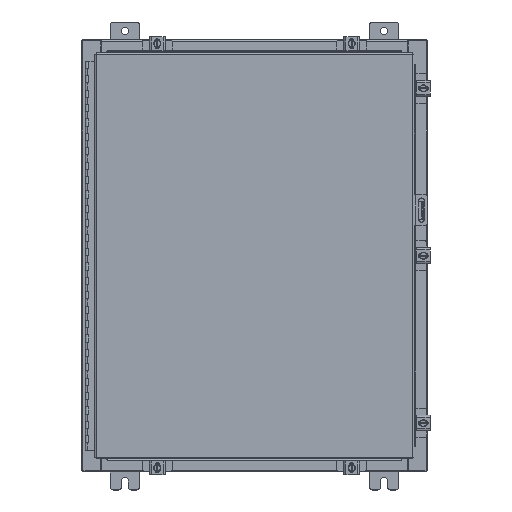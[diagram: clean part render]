
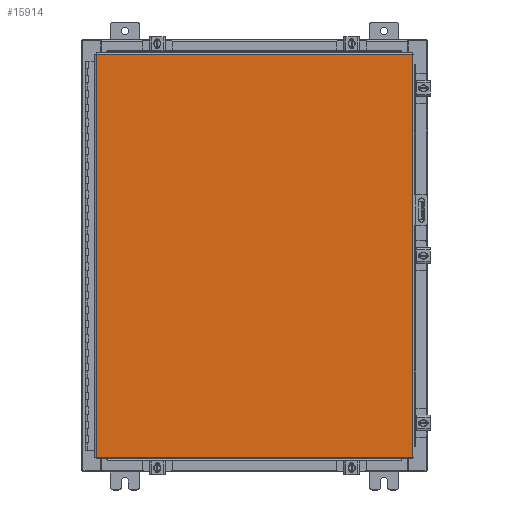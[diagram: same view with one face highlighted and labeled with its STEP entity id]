
A CAD part, top view. The second image highlights one B-rep face of the part: STEP entity #15914.
In plain terms, the highlighted planar face has unit normal (0, 0, 1).
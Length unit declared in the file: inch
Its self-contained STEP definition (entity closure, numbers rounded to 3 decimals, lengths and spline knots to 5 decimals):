
#230 = CARTESIAN_POINT ( 'NONE',  ( -10.9903, -14.0063, 0. ) ) ;
#388 = EDGE_CURVE ( 'NONE', #2206, #9236, #9117, .T. ) ;
#492 = DIRECTION ( 'NONE',  ( 1., 0., 0. ) ) ;
#896 = EDGE_CURVE ( 'NONE', #20999, #2206, #31202, .T. ) ;
#2206 = VERTEX_POINT ( 'NONE', #3633 ) ;
#2346 = EDGE_CURVE ( 'NONE', #23506, #20999, #33929, .T. ) ;
#3633 = CARTESIAN_POINT ( 'NONE',  ( 10.9903, 14.0063, 0. ) ) ;
#4093 = AXIS2_PLACEMENT_3D ( 'NONE', #5419, #5337, #5284 ) ;
#5284 = DIRECTION ( 'NONE',  ( -1., 0., 0. ) ) ;
#5337 = DIRECTION ( 'NONE',  ( 0., 0., -1. ) ) ;
#5419 = CARTESIAN_POINT ( 'NONE',  ( 0., 0., 0. ) ) ;
#5666 = FACE_OUTER_BOUND ( 'NONE', #32496, .T. ) ;
#6182 = PLANE ( 'NONE',  #4093 ) ;
#6597 = DIRECTION ( 'NONE',  ( 0., -1., 0. ) ) ;
#7889 = ORIENTED_EDGE ( 'NONE', *, *, #2346, .T. ) ;
#8562 = ORIENTED_EDGE ( 'NONE', *, *, #896, .T. ) ;
#9117 = LINE ( 'NONE', #10858, #23623 ) ;
#9236 = VERTEX_POINT ( 'NONE', #23299 ) ;
#10858 = CARTESIAN_POINT ( 'NONE',  ( 10.9903, 14.0063, 0. ) ) ;
#10948 = DIRECTION ( 'NONE',  ( -1., 0., 0. ) ) ;
#11117 = ORIENTED_EDGE ( 'NONE', *, *, #388, .T. ) ;
#13071 = ORIENTED_EDGE ( 'NONE', *, *, #36781, .T. ) ;
#13223 = LINE ( 'NONE', #18188, #27704 ) ;
#14912 = CARTESIAN_POINT ( 'NONE',  ( 10.9903, -14.0063, 0. ) ) ;
#15859 = VECTOR ( 'NONE', #31419, 39.37008 ) ;
#15914 = ADVANCED_FACE ( 'NONE', ( #5666 ), #6182, .F. ) ;
#18188 = CARTESIAN_POINT ( 'NONE',  ( -10.9903, 14.0063, 0. ) ) ;
#20999 = VERTEX_POINT ( 'NONE', #14912 ) ;
#23299 = CARTESIAN_POINT ( 'NONE',  ( -10.9903, 14.0063, 0. ) ) ;
#23506 = VERTEX_POINT ( 'NONE', #26353 ) ;
#23623 = VECTOR ( 'NONE', #10948, 39.37008 ) ;
#26353 = CARTESIAN_POINT ( 'NONE',  ( -10.9903, -14.0063, 0. ) ) ;
#27704 = VECTOR ( 'NONE', #6597, 39.37008 ) ;
#31024 = CARTESIAN_POINT ( 'NONE',  ( 10.9903, -14.0063, 0. ) ) ;
#31202 = LINE ( 'NONE', #31024, #15859 ) ;
#31419 = DIRECTION ( 'NONE',  ( 0., 1., 0. ) ) ;
#32130 = VECTOR ( 'NONE', #492, 39.37008 ) ;
#32496 = EDGE_LOOP ( 'NONE', ( #7889, #8562, #11117, #13071 ) ) ;
#33929 = LINE ( 'NONE', #230, #32130 ) ;
#36781 = EDGE_CURVE ( 'NONE', #9236, #23506, #13223, .T. ) ;
